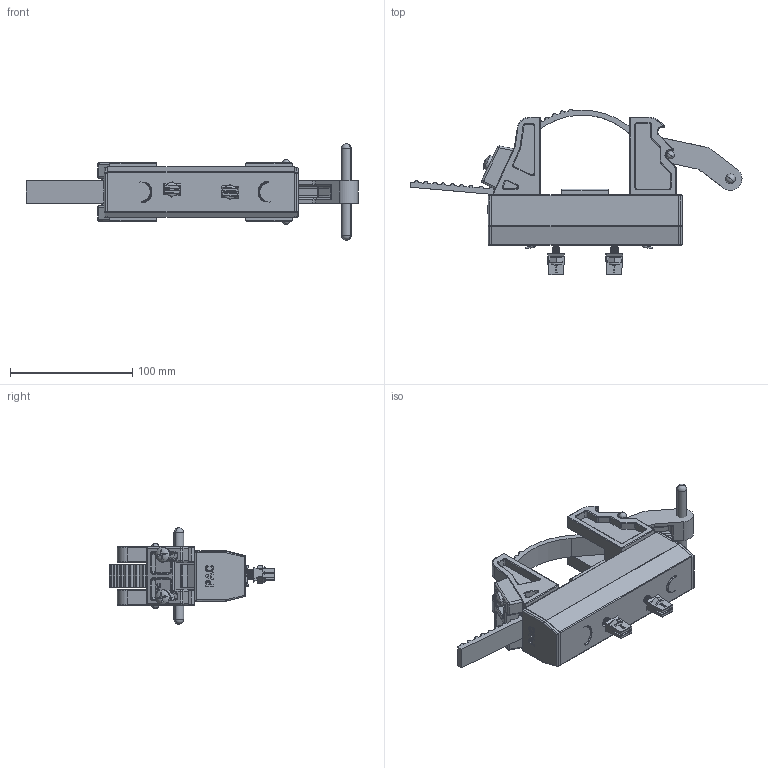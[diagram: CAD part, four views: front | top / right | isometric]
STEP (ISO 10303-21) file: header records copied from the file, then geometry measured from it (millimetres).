
FILE_DESCRIPTION (( 'STEP AP203' ), '1' );
FILE_NAME ('K5006HDS.STEP', '2020-02-27T21:22:53', ( 'admin' ), ( 'Hewlett-Packard Company' ), 'SwSTEP 2.0', 'SolidWorks 2019', '' );
FILE_SCHEMA (( 'CONFIG_CONTROL_DESIGN' ));
Length unit declared in the file: inch
Products named in the file (17): 2049; 2004-1; 2020-6; 7016; 2003UP; 2008(S) - IN USE_black; 7029_1.875; 1006-903.RA; 1006-3-CUT2  ; K5006HDS; 2020EC; 3017_HFBOLT 0.25-20x1.25x0.75-C; 2005 RB; 2069LN_MSHXNUT 0.250-20-S-N; 2018; 2035n_1.875" APART; 1006-904.RA_PAC STRUT
Assembly tree (26 placements, depth 3):
  K5006HDS
    2020-6
    2008(S) - IN USE_black
    1006-3-CUT2  
    2035n_1.875" APART
      3017_HFBOLT 0.25-20x1.25x0.75-C  x2
      2069LN_MSHXNUT 0.250-20-S-N  x2
    7029_1.875
      2049  x2
      7016  x2
    2020EC  x2
    1006-904.RA_PAC STRUT
      2005 RB
      3017_HFBOLT 0.25-20x1.25x0.75-C
      2018
    1006-903.RA
      3017_HFBOLT 0.25-20x1.25x0.75-C  x3
      2018
      2004-1
      2003UP
Bounding box: 271.7 x 135.78 x 78.89 mm (x, y, z)
Volume: 253371.2 mm3; surface area: 139461.9 mm2
Topology: 27 solids, 27 shells, 3394 faces, 8713 edges, 5470 vertices
Faces by surface type: plane 1207, cylinder 784, cone 696, bspline 501, torus 180, sphere 26
Entity records: 95086 total; most frequent: CARTESIAN_POINT 41892, ORIENTED_EDGE 11278, DIRECTION 9575, EDGE_CURVE 5639, VERTEX_POINT 3581, LINE 3305, VECTOR 3305, AXIS2_PLACEMENT_3D 3135
